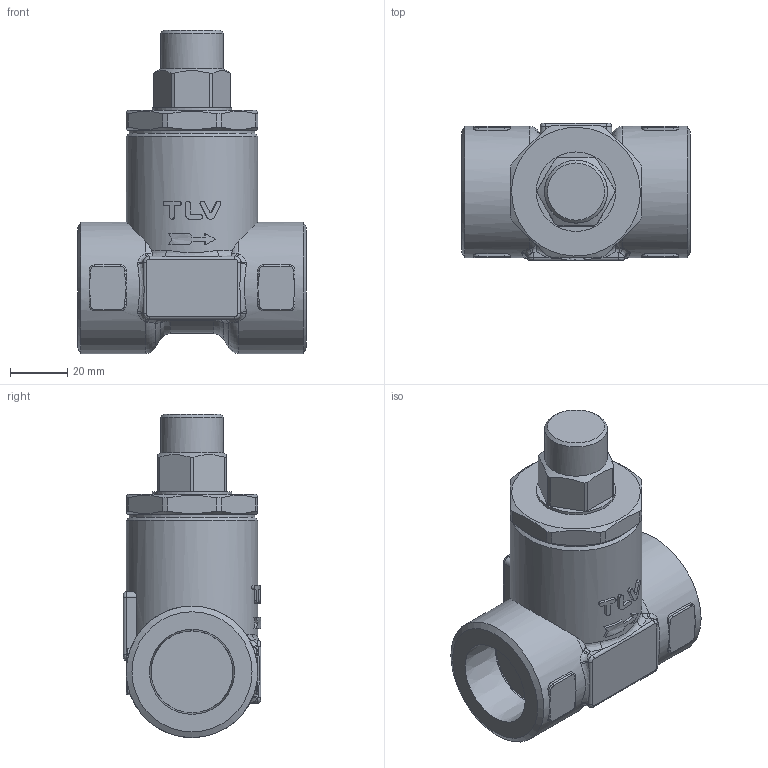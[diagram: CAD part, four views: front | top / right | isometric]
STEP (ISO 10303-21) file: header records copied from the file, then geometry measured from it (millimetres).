
FILE_DESCRIPTION((''),'2;1');
FILE_NAME('lex3t-025-screw-00.stp','2010-01-25T11:47:13',('nakaot'),(''),'Autodesk Inventor 2008','Autodesk Inventor 2008','');
FILE_SCHEMA(('AUTOMOTIVE_DESIGN { 1 0 10303 214 1 1 1 1 }'));
Length unit declared in the file: millimetre
Products named in the file (1): lex3t-025-screw-00
Bounding box: 80 x 48 x 113 mm (x, y, z)
Volume: 189530.3 mm3; surface area: 26828.7 mm2
Topology: 1 solids, 1 shells, 266 faces, 670 edges, 403 vertices
Faces by surface type: bspline 87, cylinder 83, plane 61, torus 25, cone 10
Full cylindrical faces by diameter (mm): 22 x1, 27.8 x1, 28.575 x1, 44 x1, 46 x3
Entity records: 16139 total; most frequent: CARTESIAN_POINT 10430, ORIENTED_EDGE 1254, DIRECTION 1055, EDGE_CURVE 627, AXIS2_PLACEMENT_3D 429, VERTEX_POINT 395, EDGE_LOOP 298, FACE_OUTER_BOUND 266
